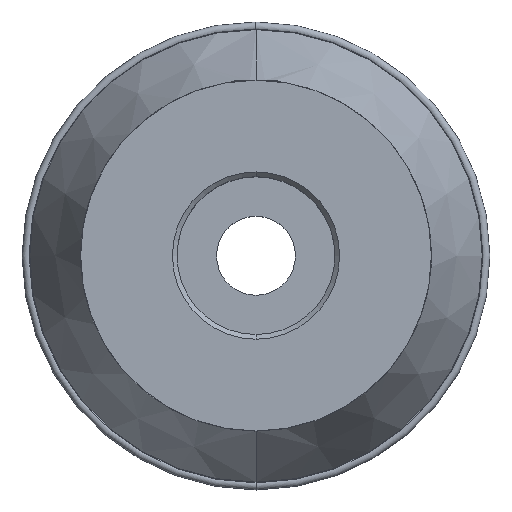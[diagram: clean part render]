
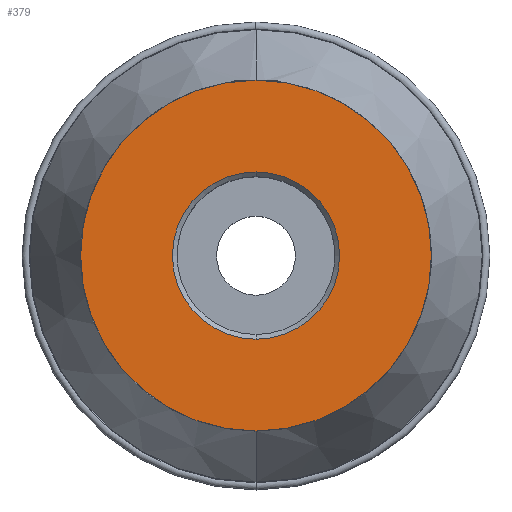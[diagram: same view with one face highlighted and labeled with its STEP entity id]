
A CAD part, top view. The second image highlights one B-rep face of the part: STEP entity #379.
In plain terms, the highlighted planar face has unit normal (0, 0, 1).
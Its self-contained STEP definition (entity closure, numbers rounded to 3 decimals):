
#379=ADVANCED_FACE('',(#938,#939),#940,.T.);
#491=VERTEX_POINT('',#1066);
#553=EDGE_CURVE('',#687,#491,#1134,.T.);
#651=EDGE_CURVE('',#717,#779,#1239,.T.);
#687=VERTEX_POINT('',#1276);
#717=VERTEX_POINT('',#1307);
#727=EDGE_CURVE('',#491,#687,#1318,.T.);
#779=VERTEX_POINT('',#1377);
#801=EDGE_CURVE('',#779,#717,#1400,.T.);
#938=FACE_BOUND('',#1639,.T.);
#939=FACE_OUTER_BOUND('',#1640,.T.);
#940=PLANE('',#1641);
#1066=CARTESIAN_POINT('',(0.0,30.0,0.0));
#1134=CIRCLE('',#2019,30.0);
#1239=CIRCLE('',#2211,14.3);
#1276=CARTESIAN_POINT('',(0.,-30.0,0.0));
#1307=CARTESIAN_POINT('',(0.0,14.3,0.0));
#1318=CIRCLE('',#2443,30.0);
#1377=CARTESIAN_POINT('',(0.,-14.3,0.0));
#1400=CIRCLE('',#2573,14.3);
#1639=EDGE_LOOP('',(#2799,#2800));
#1640=EDGE_LOOP('',(#2801,#2802));
#1641=AXIS2_PLACEMENT_3D('',#2803,#2804,#2805);
#2019=AXIS2_PLACEMENT_3D('',#3052,#3053,#3054);
#2211=AXIS2_PLACEMENT_3D('',#3157,#3158,#3159);
#2443=AXIS2_PLACEMENT_3D('',#3226,#3227,#3228);
#2573=AXIS2_PLACEMENT_3D('',#3325,#3326,#3327);
#2799=ORIENTED_EDGE('',*,*,#651,.T.);
#2800=ORIENTED_EDGE('',*,*,#801,.T.);
#2801=ORIENTED_EDGE('',*,*,#727,.F.);
#2802=ORIENTED_EDGE('',*,*,#553,.F.);
#2803=CARTESIAN_POINT('',(0.0,15.0,0.0));
#2804=DIRECTION('',(-0.0,0.0,1.0));
#2805=DIRECTION('',(0.0,-1.0,0.0));
#3052=CARTESIAN_POINT('',(0.0,0.0,0.0));
#3053=DIRECTION('',(0.0,0.0,-1.0));
#3054=DIRECTION('',(0.0,1.0,0.0));
#3157=CARTESIAN_POINT('',(0.0,0.0,0.0));
#3158=DIRECTION('',(-0.0,0.0,-1.0));
#3159=DIRECTION('',(0.0,1.0,0.0));
#3226=CARTESIAN_POINT('',(0.0,0.0,0.0));
#3227=DIRECTION('',(0.0,0.0,-1.0));
#3228=DIRECTION('',(0.0,1.0,0.0));
#3325=CARTESIAN_POINT('',(0.0,0.0,0.0));
#3326=DIRECTION('',(-0.0,0.0,-1.0));
#3327=DIRECTION('',(0.0,1.0,0.0));
